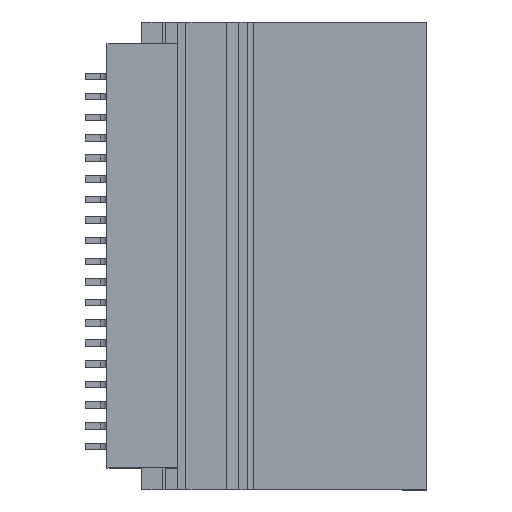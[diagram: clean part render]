
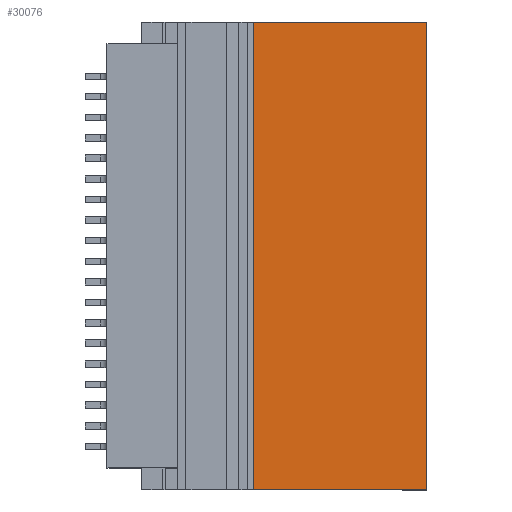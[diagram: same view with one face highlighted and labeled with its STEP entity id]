
A CAD part, top view. The second image highlights one B-rep face of the part: STEP entity #30076.
In plain terms, the highlighted planar face has unit normal (0, 0, 1).
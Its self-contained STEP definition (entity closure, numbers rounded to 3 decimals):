
#86 = CARTESIAN_POINT ( 'NONE',  ( -0.001, 9.101, 5.375 ) ) ;
#553 = DIRECTION ( 'NONE',  ( -1., 0., 0. ) ) ;
#824 = CARTESIAN_POINT ( 'NONE',  ( -0.001, -9.099, 5.375 ) ) ;
#2918 = CARTESIAN_POINT ( 'NONE',  ( -6.734, -9.099, 5.375 ) ) ;
#3310 = VERTEX_POINT ( 'NONE', #824 ) ;
#4823 = VERTEX_POINT ( 'NONE', #2918 ) ;
#5327 = EDGE_CURVE ( 'NONE', #9532, #26047, #31492, .T. ) ;
#5951 = CARTESIAN_POINT ( 'NONE',  ( -0.001, -9.099, 5.375 ) ) ;
#6298 = ORIENTED_EDGE ( 'NONE', *, *, #5327, .T. ) ;
#6327 = EDGE_CURVE ( 'NONE', #3310, #4823, #11908, .T. ) ;
#6765 = LINE ( 'NONE', #18153, #10973 ) ;
#6792 = VECTOR ( 'NONE', #26259, 1000. ) ;
#7935 = CARTESIAN_POINT ( 'NONE',  ( -6.734, -9.099, 5.375 ) ) ;
#9306 = EDGE_LOOP ( 'NONE', ( #6298, #27671, #29056, #18934 ) ) ;
#9532 = VERTEX_POINT ( 'NONE', #86 ) ;
#10475 = CARTESIAN_POINT ( 'NONE',  ( -0.001, 9.101, 5.375 ) ) ;
#10509 = AXIS2_PLACEMENT_3D ( 'NONE', #7935, #32748, #13343 ) ;
#10973 = VECTOR ( 'NONE', #13282, 1000. ) ;
#11712 = EDGE_CURVE ( 'NONE', #9532, #3310, #22207, .T. ) ;
#11908 = LINE ( 'NONE', #5951, #30577 ) ;
#13282 = DIRECTION ( 'NONE',  ( 0., -1., 0. ) ) ;
#13343 = DIRECTION ( 'NONE',  ( 0., -1., 0. ) ) ;
#17100 = CARTESIAN_POINT ( 'NONE',  ( -6.734, 9.101, 5.375 ) ) ;
#18153 = CARTESIAN_POINT ( 'NONE',  ( -6.734, 9.101, 5.375 ) ) ;
#18934 = ORIENTED_EDGE ( 'NONE', *, *, #11712, .F. ) ;
#20681 = CARTESIAN_POINT ( 'NONE',  ( -0.001, 9.101, 5.375 ) ) ;
#21671 = DIRECTION ( 'NONE',  ( 0., -1., 0. ) ) ;
#21749 = FACE_OUTER_BOUND ( 'NONE', #9306, .T. ) ;
#22207 = LINE ( 'NONE', #10475, #26811 ) ;
#26047 = VERTEX_POINT ( 'NONE', #17100 ) ;
#26259 = DIRECTION ( 'NONE',  ( -1., 0., 0. ) ) ;
#26811 = VECTOR ( 'NONE', #21671, 1000. ) ;
#27671 = ORIENTED_EDGE ( 'NONE', *, *, #27936, .T. ) ;
#27936 = EDGE_CURVE ( 'NONE', #26047, #4823, #6765, .T. ) ;
#29056 = ORIENTED_EDGE ( 'NONE', *, *, #6327, .F. ) ;
#30076 = ADVANCED_FACE ( 'NONE', ( #21749 ), #30149, .F. ) ;
#30149 = PLANE ( 'NONE',  #10509 ) ;
#30577 = VECTOR ( 'NONE', #553, 1000. ) ;
#31492 = LINE ( 'NONE', #20681, #6792 ) ;
#32748 = DIRECTION ( 'NONE',  ( 0., 0., -1. ) ) ;
